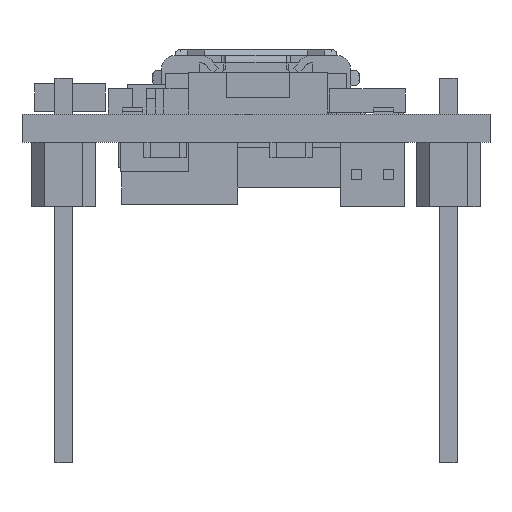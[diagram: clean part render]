
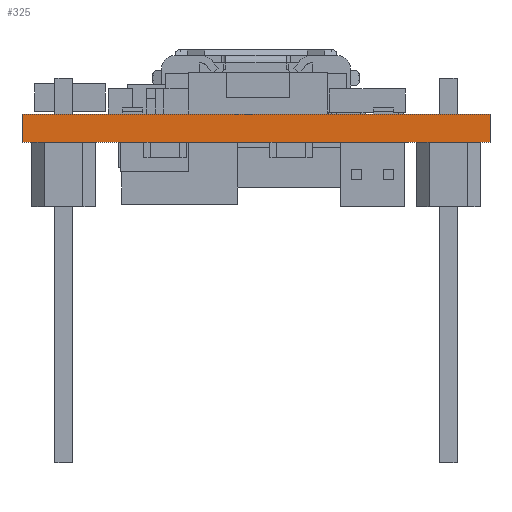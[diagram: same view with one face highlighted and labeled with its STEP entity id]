
A CAD part, front view. The second image highlights one B-rep face of the part: STEP entity #325.
In plain terms, the highlighted planar face has unit normal (0, -1, 0).
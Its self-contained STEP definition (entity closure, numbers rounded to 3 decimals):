
#325 = ADVANCED_FACE('',(#326),#360,.F.);
#326 = FACE_BOUND('',#327,.F.);
#327 = EDGE_LOOP('',(#328,#338,#346,#354));
#328 = ORIENTED_EDGE('',*,*,#329,.T.);
#329 = EDGE_CURVE('',#330,#332,#334,.T.);
#330 = VERTEX_POINT('',#331);
#331 = CARTESIAN_POINT('',(0.,0.,0.));
#332 = VERTEX_POINT('',#333);
#333 = CARTESIAN_POINT('',(0.,0.,1.123));
#334 = LINE('',#335,#336);
#335 = CARTESIAN_POINT('',(0.,0.,0.));
#336 = VECTOR('',#337,1.);
#337 = DIRECTION('',(0.,0.,1.));
#338 = ORIENTED_EDGE('',*,*,#339,.T.);
#339 = EDGE_CURVE('',#332,#340,#342,.T.);
#340 = VERTEX_POINT('',#341);
#341 = CARTESIAN_POINT('',(18.542,0.,1.123));
#342 = LINE('',#343,#344);
#343 = CARTESIAN_POINT('',(0.,0.,1.123));
#344 = VECTOR('',#345,1.);
#345 = DIRECTION('',(1.,0.,0.));
#346 = ORIENTED_EDGE('',*,*,#347,.F.);
#347 = EDGE_CURVE('',#348,#340,#350,.T.);
#348 = VERTEX_POINT('',#349);
#349 = CARTESIAN_POINT('',(18.542,0.,0.));
#350 = LINE('',#351,#352);
#351 = CARTESIAN_POINT('',(18.542,0.,0.));
#352 = VECTOR('',#353,1.);
#353 = DIRECTION('',(0.,0.,1.));
#354 = ORIENTED_EDGE('',*,*,#355,.F.);
#355 = EDGE_CURVE('',#330,#348,#356,.T.);
#356 = LINE('',#357,#358);
#357 = CARTESIAN_POINT('',(0.,0.,0.));
#358 = VECTOR('',#359,1.);
#359 = DIRECTION('',(1.,0.,0.));
#360 = PLANE('',#361);
#361 = AXIS2_PLACEMENT_3D('',#362,#363,#364);
#362 = CARTESIAN_POINT('',(0.,0.,0.));
#363 = DIRECTION('',(0.,1.,0.));
#364 = DIRECTION('',(1.,0.,0.));
